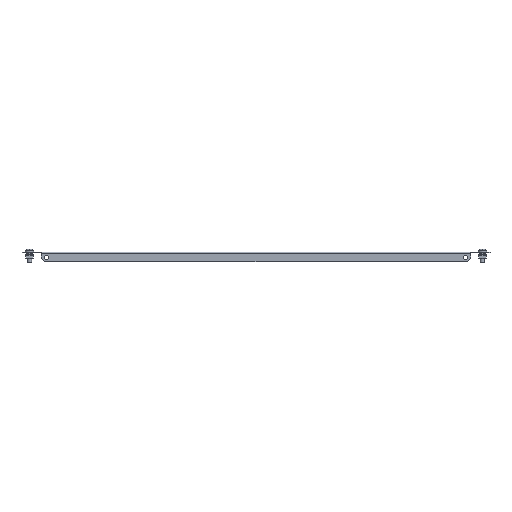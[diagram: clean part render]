
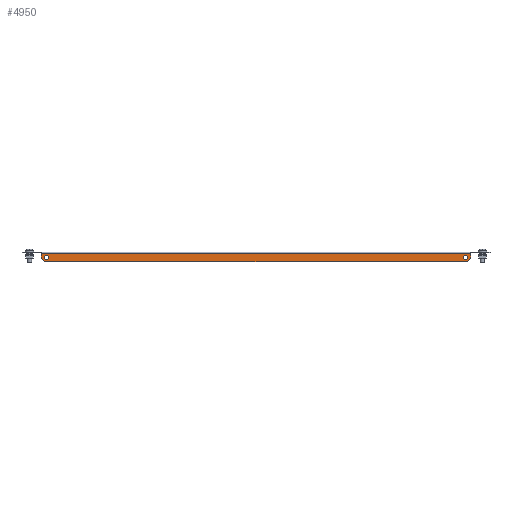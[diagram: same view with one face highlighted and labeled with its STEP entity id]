
A CAD part, front view. The second image highlights one B-rep face of the part: STEP entity #4950.
In plain terms, the highlighted planar face has unit normal (0, -1, 0).
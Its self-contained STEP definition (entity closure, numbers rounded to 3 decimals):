
#93 = LINE ( 'NONE', #1362, #7128 ) ;
#140 = EDGE_CURVE ( 'NONE', #421, #1395, #6906, .T. ) ;
#408 = VECTOR ( 'NONE', #3068, 1000. ) ;
#421 = VERTEX_POINT ( 'NONE', #4279 ) ;
#534 = CARTESIAN_POINT ( 'NONE',  ( -315., -74.5, -2. ) ) ;
#841 = DIRECTION ( 'NONE',  ( 0.707, 0., -0.707 ) ) ;
#863 = CIRCLE ( 'NONE', #4425, 3.25 ) ;
#908 = EDGE_LOOP ( 'NONE', ( #7756, #7160 ) ) ;
#983 = CIRCLE ( 'NONE', #4144, 3.25 ) ;
#1022 = CARTESIAN_POINT ( 'NONE',  ( -307., -74.5, -8. ) ) ;
#1112 = VECTOR ( 'NONE', #6638, 1000. ) ;
#1184 = DIRECTION ( 'NONE',  ( 0., 0., 1. ) ) ;
#1224 = DIRECTION ( 'NONE',  ( 0., -1., 0. ) ) ;
#1242 = VERTEX_POINT ( 'NONE', #5181 ) ;
#1362 = CARTESIAN_POINT ( 'NONE',  ( 315., -74.5, 0. ) ) ;
#1395 = VERTEX_POINT ( 'NONE', #534 ) ;
#1544 = VERTEX_POINT ( 'NONE', #4137 ) ;
#1608 = DIRECTION ( 'NONE',  ( 0., 1., 0. ) ) ;
#1738 = EDGE_CURVE ( 'NONE', #3473, #2662, #6056, .T. ) ;
#1755 = CARTESIAN_POINT ( 'NONE',  ( 307., -74.5, -8. ) ) ;
#1777 = ORIENTED_EDGE ( 'NONE', *, *, #3200, .F. ) ;
#2055 = CARTESIAN_POINT ( 'NONE',  ( 0., -74.5, -2. ) ) ;
#2245 = VERTEX_POINT ( 'NONE', #4410 ) ;
#2649 = DIRECTION ( 'NONE',  ( 0., 0., 1. ) ) ;
#2662 = VERTEX_POINT ( 'NONE', #6863 ) ;
#2795 = EDGE_CURVE ( 'NONE', #2245, #3473, #5138, .T. ) ;
#2949 = CIRCLE ( 'NONE', #3210, 3.25 ) ;
#3068 = DIRECTION ( 'NONE',  ( 1., 0., 0. ) ) ;
#3200 = EDGE_CURVE ( 'NONE', #7256, #4396, #2949, .T. ) ;
#3210 = AXIS2_PLACEMENT_3D ( 'NONE', #4353, #3736, #7497 ) ;
#3215 = ORIENTED_EDGE ( 'NONE', *, *, #6487, .T. ) ;
#3286 = VECTOR ( 'NONE', #841, 1000. ) ;
#3363 = DIRECTION ( 'NONE',  ( 0., 1., 0. ) ) ;
#3451 = ORIENTED_EDGE ( 'NONE', *, *, #1738, .T. ) ;
#3452 = EDGE_CURVE ( 'NONE', #1395, #2245, #5366, .T. ) ;
#3473 = VERTEX_POINT ( 'NONE', #4920 ) ;
#3489 = CIRCLE ( 'NONE', #7142, 3.25 ) ;
#3537 = VERTEX_POINT ( 'NONE', #6171 ) ;
#3693 = FACE_BOUND ( 'NONE', #908, .T. ) ;
#3714 = EDGE_CURVE ( 'NONE', #3537, #421, #93, .T. ) ;
#3736 = DIRECTION ( 'NONE',  ( 0., -1., 0. ) ) ;
#3958 = ORIENTED_EDGE ( 'NONE', *, *, #3714, .T. ) ;
#3988 = CARTESIAN_POINT ( 'NONE',  ( -307., -74.5, -8. ) ) ;
#4102 = CARTESIAN_POINT ( 'NONE',  ( -315., -74.5, 0. ) ) ;
#4137 = CARTESIAN_POINT ( 'NONE',  ( -307., -74.5, -11.25 ) ) ;
#4144 = AXIS2_PLACEMENT_3D ( 'NONE', #3988, #1608, #7054 ) ;
#4279 = CARTESIAN_POINT ( 'NONE',  ( 315., -74.5, -2. ) ) ;
#4352 = FACE_OUTER_BOUND ( 'NONE', #4462, .T. ) ;
#4353 = CARTESIAN_POINT ( 'NONE',  ( 307., -74.5, -8. ) ) ;
#4396 = VERTEX_POINT ( 'NONE', #7336 ) ;
#4410 = CARTESIAN_POINT ( 'NONE',  ( -315., -74.5, -9. ) ) ;
#4425 = AXIS2_PLACEMENT_3D ( 'NONE', #1022, #3363, #7211 ) ;
#4462 = EDGE_LOOP ( 'NONE', ( #3451, #3215, #3958, #5039, #6433, #6510 ) ) ;
#4602 = LINE ( 'NONE', #7046, #4831 ) ;
#4743 = EDGE_CURVE ( 'NONE', #1242, #1544, #983, .T. ) ;
#4758 = VECTOR ( 'NONE', #5665, 1000. ) ;
#4831 = VECTOR ( 'NONE', #7165, 1000. ) ;
#4906 = EDGE_CURVE ( 'NONE', #4396, #7256, #3489, .T. ) ;
#4920 = CARTESIAN_POINT ( 'NONE',  ( -310., -74.5, -14. ) ) ;
#4950 = ADVANCED_FACE ( 'NONE', ( #8038, #3693, #4352 ), #6851, .T. ) ;
#5039 = ORIENTED_EDGE ( 'NONE', *, *, #140, .T. ) ;
#5086 = EDGE_LOOP ( 'NONE', ( #5583, #1777 ) ) ;
#5138 = LINE ( 'NONE', #6436, #3286 ) ;
#5181 = CARTESIAN_POINT ( 'NONE',  ( -307., -74.5, -4.75 ) ) ;
#5322 = AXIS2_PLACEMENT_3D ( 'NONE', #6267, #7415, #5564 ) ;
#5366 = LINE ( 'NONE', #4102, #1112 ) ;
#5564 = DIRECTION ( 'NONE',  ( 0., 0., 1. ) ) ;
#5583 = ORIENTED_EDGE ( 'NONE', *, *, #4906, .F. ) ;
#5665 = DIRECTION ( 'NONE',  ( -1., 0., 0. ) ) ;
#6056 = LINE ( 'NONE', #6756, #408 ) ;
#6171 = CARTESIAN_POINT ( 'NONE',  ( 315., -74.5, -9. ) ) ;
#6267 = CARTESIAN_POINT ( 'NONE',  ( 0., -74.5, 0. ) ) ;
#6433 = ORIENTED_EDGE ( 'NONE', *, *, #3452, .T. ) ;
#6436 = CARTESIAN_POINT ( 'NONE',  ( -162., -74.5, -162. ) ) ;
#6487 = EDGE_CURVE ( 'NONE', #2662, #3537, #4602, .T. ) ;
#6510 = ORIENTED_EDGE ( 'NONE', *, *, #2795, .T. ) ;
#6638 = DIRECTION ( 'NONE',  ( 0., 0., -1. ) ) ;
#6756 = CARTESIAN_POINT ( 'NONE',  ( 0., -74.5, -14. ) ) ;
#6851 = PLANE ( 'NONE',  #5322 ) ;
#6863 = CARTESIAN_POINT ( 'NONE',  ( 310., -74.5, -14. ) ) ;
#6906 = LINE ( 'NONE', #2055, #4758 ) ;
#7016 = CARTESIAN_POINT ( 'NONE',  ( 307., -74.5, -11.25 ) ) ;
#7046 = CARTESIAN_POINT ( 'NONE',  ( 162., -74.5, -162. ) ) ;
#7054 = DIRECTION ( 'NONE',  ( 0., 0., 1. ) ) ;
#7128 = VECTOR ( 'NONE', #2649, 1000. ) ;
#7142 = AXIS2_PLACEMENT_3D ( 'NONE', #1755, #1224, #1184 ) ;
#7160 = ORIENTED_EDGE ( 'NONE', *, *, #7672, .T. ) ;
#7165 = DIRECTION ( 'NONE',  ( 0.707, 0., 0.707 ) ) ;
#7211 = DIRECTION ( 'NONE',  ( 0., 0., 1. ) ) ;
#7256 = VERTEX_POINT ( 'NONE', #7016 ) ;
#7336 = CARTESIAN_POINT ( 'NONE',  ( 307., -74.5, -4.75 ) ) ;
#7415 = DIRECTION ( 'NONE',  ( 0., -1., 0. ) ) ;
#7497 = DIRECTION ( 'NONE',  ( 0., 0., 1. ) ) ;
#7672 = EDGE_CURVE ( 'NONE', #1544, #1242, #863, .T. ) ;
#7756 = ORIENTED_EDGE ( 'NONE', *, *, #4743, .T. ) ;
#8038 = FACE_BOUND ( 'NONE', #5086, .T. ) ;
